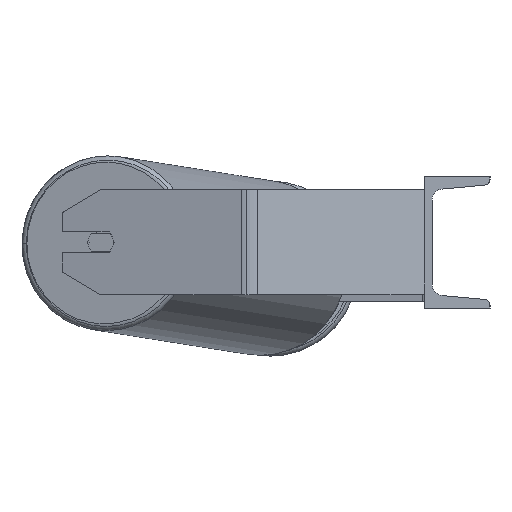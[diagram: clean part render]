
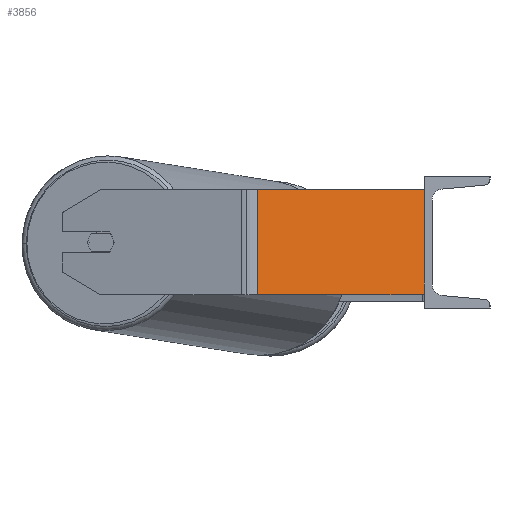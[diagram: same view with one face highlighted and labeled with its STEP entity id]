
A CAD part, left-side view. The second image highlights one B-rep face of the part: STEP entity #3856.
In plain terms, the highlighted planar face has unit normal (-0.866, -0.5, 0).
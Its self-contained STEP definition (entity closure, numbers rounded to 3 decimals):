
#24 = LINE ( 'NONE', #5094, #4193 ) ;
#37 = CARTESIAN_POINT ( 'NONE',  ( -761.54, 132.572, -40. ) ) ;
#220 = LINE ( 'NONE', #2937, #333 ) ;
#293 = DIRECTION ( 'NONE',  ( 0.866, 0.5, 0. ) ) ;
#333 = VECTOR ( 'NONE', #3066, 1000. ) ;
#917 = VERTEX_POINT ( 'NONE', #1872 ) ;
#1451 = AXIS2_PLACEMENT_3D ( 'NONE', #4536, #293, #6035 ) ;
#1525 = CARTESIAN_POINT ( 'NONE',  ( -758.227, 126.833, -40. ) ) ;
#1872 = CARTESIAN_POINT ( 'NONE',  ( -685., 0., 40. ) ) ;
#1996 = VERTEX_POINT ( 'NONE', #7360 ) ;
#2036 = LINE ( 'NONE', #7689, #4374 ) ;
#2730 = ORIENTED_EDGE ( 'NONE', *, *, #5921, .T. ) ;
#2891 = DIRECTION ( 'NONE',  ( 0.5, -0.866, 0. ) ) ;
#2937 = CARTESIAN_POINT ( 'NONE',  ( -758.227, 126.833, 40. ) ) ;
#3066 = DIRECTION ( 'NONE',  ( 0., 0., -1. ) ) ;
#3487 = VECTOR ( 'NONE', #2891, 1000. ) ;
#3856 = ADVANCED_FACE ( 'NONE', ( #6628 ), #8008, .F. ) ;
#4152 = VERTEX_POINT ( 'NONE', #8571 ) ;
#4193 = VECTOR ( 'NONE', #8444, 1000. ) ;
#4374 = VECTOR ( 'NONE', #4895, 1000. ) ;
#4536 = CARTESIAN_POINT ( 'NONE',  ( -761.54, 132.572, 40. ) ) ;
#4576 = EDGE_CURVE ( 'NONE', #4152, #917, #24, .T. ) ;
#4895 = DIRECTION ( 'NONE',  ( 0., 0., -1. ) ) ;
#5094 = CARTESIAN_POINT ( 'NONE',  ( -761.54, 132.572, 40. ) ) ;
#5921 = EDGE_CURVE ( 'NONE', #9145, #1996, #6376, .T. ) ;
#6035 = DIRECTION ( 'NONE',  ( -0.5, 0.866, 0. ) ) ;
#6055 = EDGE_CURVE ( 'NONE', #4152, #9145, #220, .T. ) ;
#6376 = LINE ( 'NONE', #37, #3487 ) ;
#6628 = FACE_OUTER_BOUND ( 'NONE', #8171, .T. ) ;
#7225 = EDGE_CURVE ( 'NONE', #917, #1996, #2036, .T. ) ;
#7325 = ORIENTED_EDGE ( 'NONE', *, *, #4576, .F. ) ;
#7360 = CARTESIAN_POINT ( 'NONE',  ( -685., 0., -40. ) ) ;
#7689 = CARTESIAN_POINT ( 'NONE',  ( -685., 0., 40. ) ) ;
#8008 = PLANE ( 'NONE',  #1451 ) ;
#8171 = EDGE_LOOP ( 'NONE', ( #2730, #9014, #7325, #9004 ) ) ;
#8444 = DIRECTION ( 'NONE',  ( 0.5, -0.866, 0. ) ) ;
#8571 = CARTESIAN_POINT ( 'NONE',  ( -758.227, 126.833, 40. ) ) ;
#9004 = ORIENTED_EDGE ( 'NONE', *, *, #6055, .T. ) ;
#9014 = ORIENTED_EDGE ( 'NONE', *, *, #7225, .F. ) ;
#9145 = VERTEX_POINT ( 'NONE', #1525 ) ;
